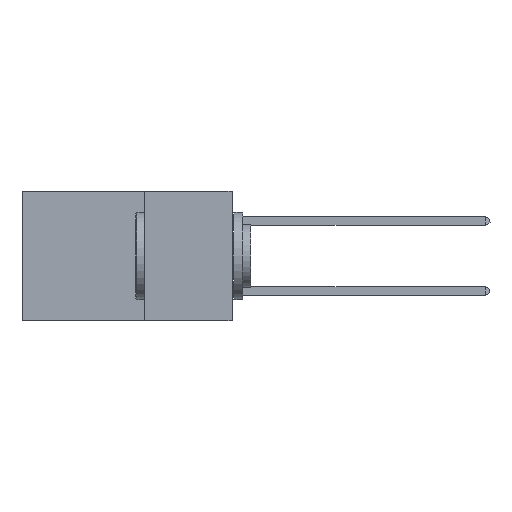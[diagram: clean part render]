
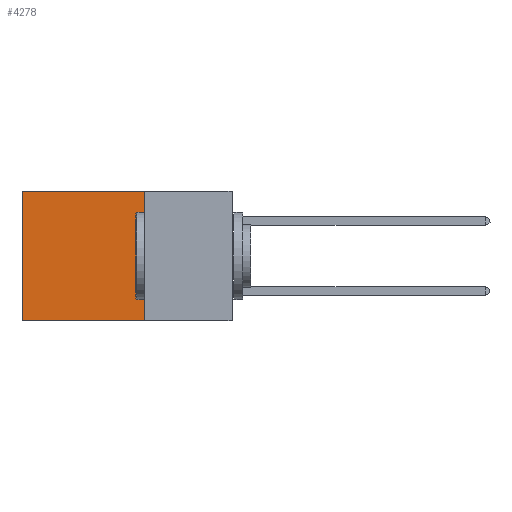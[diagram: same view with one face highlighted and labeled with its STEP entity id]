
A CAD part, left-side view. The second image highlights one B-rep face of the part: STEP entity #4278.
In plain terms, the highlighted planar face has unit normal (-1, 0, 0).
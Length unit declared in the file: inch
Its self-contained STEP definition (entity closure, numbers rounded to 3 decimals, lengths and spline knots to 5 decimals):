
#5 = EDGE_CURVE ( 'NONE', #1782, #19826, #15273, .T. ) ;
#54 = CARTESIAN_POINT ( 'NONE',  ( 0.2875, 0.25, 0. ) ) ;
#202 = DIRECTION ( 'NONE',  ( 1., 0., 0. ) ) ;
#817 = CARTESIAN_POINT ( 'NONE',  ( 0.2875, 0.6, 0. ) ) ;
#902 = CARTESIAN_POINT ( 'NONE',  ( 0.2875, 0.25, -0.37 ) ) ;
#1062 = DIRECTION ( 'NONE',  ( 0., 1., 0. ) ) ;
#1782 = VERTEX_POINT ( 'NONE', #15219 ) ;
#3608 = LINE ( 'NONE', #17668, #13312 ) ;
#3687 = DIRECTION ( 'NONE',  ( 0., 0., -1. ) ) ;
#3791 = CARTESIAN_POINT ( 'NONE',  ( 0.2875, 0.25, 0. ) ) ;
#4185 = CARTESIAN_POINT ( 'NONE',  ( 0.2875, 0.25, 0. ) ) ;
#4278 = ADVANCED_FACE ( 'NONE', ( #18438 ), #17340, .F. ) ;
#4896 = EDGE_CURVE ( 'NONE', #11302, #1782, #11889, .T. ) ;
#7165 = CARTESIAN_POINT ( 'NONE',  ( 0.2875, 0.6, 0. ) ) ;
#8039 = EDGE_CURVE ( 'NONE', #19599, #19826, #21655, .T. ) ;
#8406 = AXIS2_PLACEMENT_3D ( 'NONE', #54, #202, #3687 ) ;
#9725 = VECTOR ( 'NONE', #21728, 39.37008 ) ;
#11302 = VERTEX_POINT ( 'NONE', #4185 ) ;
#11889 = LINE ( 'NONE', #3791, #9725 ) ;
#12469 = EDGE_CURVE ( 'NONE', #11302, #19599, #3608, .T. ) ;
#13312 = VECTOR ( 'NONE', #14339, 39.37008 ) ;
#14339 = DIRECTION ( 'NONE',  ( 0., 1., 0. ) ) ;
#15133 = CARTESIAN_POINT ( 'NONE',  ( 0.2875, 0.6, -0.37 ) ) ;
#15219 = CARTESIAN_POINT ( 'NONE',  ( 0.2875, 0.25, -0.37 ) ) ;
#15273 = LINE ( 'NONE', #902, #20189 ) ;
#15378 = EDGE_LOOP ( 'NONE', ( #15523, #20162, #20898, #17920 ) ) ;
#15523 = ORIENTED_EDGE ( 'NONE', *, *, #8039, .T. ) ;
#17308 = VECTOR ( 'NONE', #19271, 39.37008 ) ;
#17340 = PLANE ( 'NONE',  #8406 ) ;
#17668 = CARTESIAN_POINT ( 'NONE',  ( 0.2875, 0.25, 0. ) ) ;
#17920 = ORIENTED_EDGE ( 'NONE', *, *, #12469, .T. ) ;
#18438 = FACE_OUTER_BOUND ( 'NONE', #15378, .T. ) ;
#19271 = DIRECTION ( 'NONE',  ( 0., 0., -1. ) ) ;
#19599 = VERTEX_POINT ( 'NONE', #817 ) ;
#19826 = VERTEX_POINT ( 'NONE', #15133 ) ;
#20162 = ORIENTED_EDGE ( 'NONE', *, *, #5, .F. ) ;
#20189 = VECTOR ( 'NONE', #1062, 39.37008 ) ;
#20898 = ORIENTED_EDGE ( 'NONE', *, *, #4896, .F. ) ;
#21655 = LINE ( 'NONE', #7165, #17308 ) ;
#21728 = DIRECTION ( 'NONE',  ( 0., 0., -1. ) ) ;
